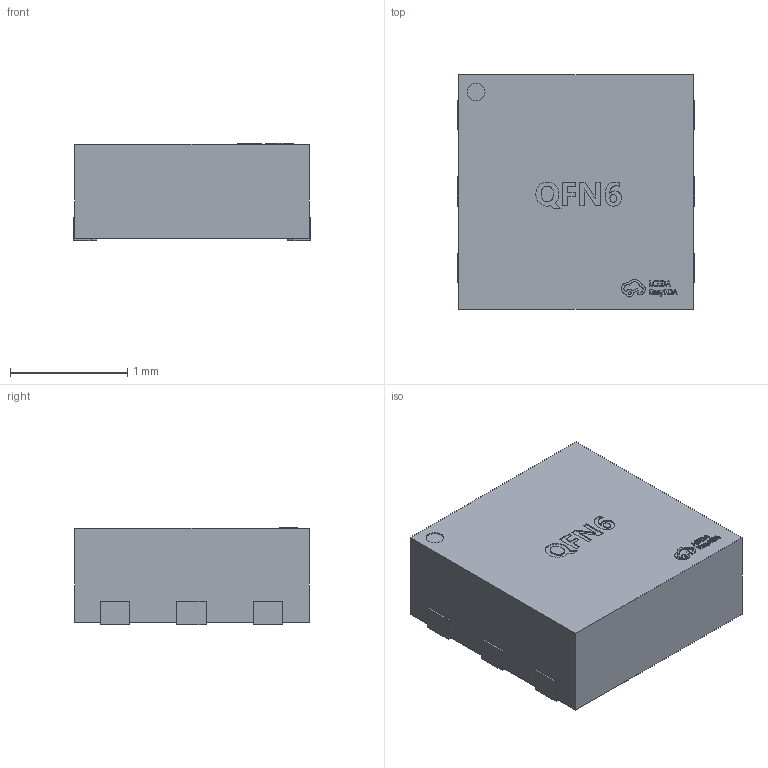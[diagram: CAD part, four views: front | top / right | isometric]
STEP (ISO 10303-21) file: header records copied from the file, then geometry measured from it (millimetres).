
FILE_DESCRIPTION (( 'STEP AP214' ), '1' );
FILE_NAME ('QFN-6_L2.0-W2.0-H0.8-P0.65.step', '2022-07-15T03:44:16', ( '' ), ( '' ), 'SwSTEP 2.0', 'SolidWorks 2020', '' );
FILE_SCHEMA (( 'AUTOMOTIVE_DESIGN' ));
Length unit declared in the file: millimetre
Products named in the file (1): QFN-6_L2.0-W2.0-H0.8-P0.65
Bounding box: 2.02 x 2 x 0.83 mm (x, y, z)
Volume: 3.3 mm3; surface area: 16.1 mm2
Topology: 7 solids, 7 shells, 399 faces, 1056 edges, 704 vertices
Faces by surface type: plane 247, bspline 138, cylinder 14
Entity records: 19279 total; most frequent: CARTESIAN_POINT 5818, ORIENTED_EDGE 2112, DIRECTION 1328, EDGE_CURVE 1056, LINE 748, VECTOR 748, VERTEX_POINT 704, EDGE_LOOP 432
